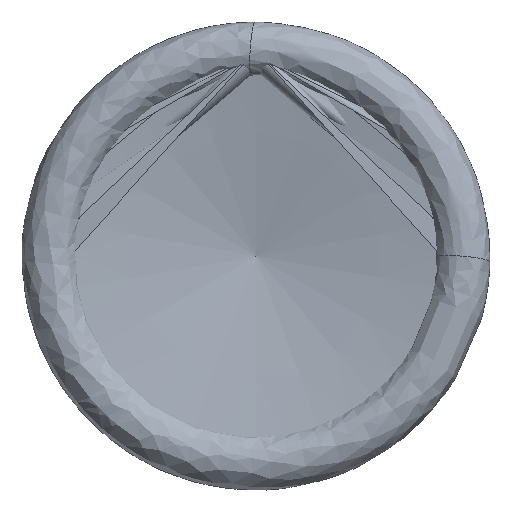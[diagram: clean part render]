
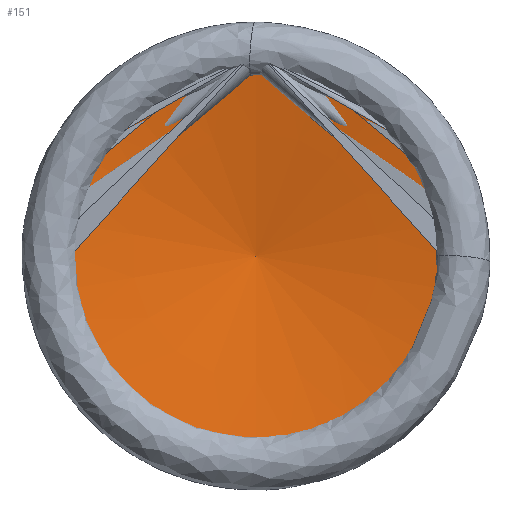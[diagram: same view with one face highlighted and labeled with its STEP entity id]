
A CAD part, left-side view. The second image highlights one B-rep face of the part: STEP entity #151.
In plain terms, the highlighted conical face has half-angle 80 degrees and reference radius 39.706 mm.
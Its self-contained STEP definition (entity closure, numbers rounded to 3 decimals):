
#44=CONICAL_SURFACE('',#280,39.706,80.);
#47=VERTEX_LOOP('',#239);
#151=ADVANCED_FACE('',(#170,#171),#44,.F.);
#170=FACE_BOUND('',#195,.T.);
#171=FACE_BOUND('',#47,.T.);
#195=EDGE_LOOP('',(#219));
#219=ORIENTED_EDGE('',*,*,#250,.T.);
#237=VERTEX_POINT('',#431);
#239=VERTEX_POINT('',#501);
#250=EDGE_CURVE('',#237,#237,#262,.T.);
#262=CIRCLE('',#278,39.706);
#278=AXIS2_PLACEMENT_3D('',#430,#310,#311);
#280=AXIS2_PLACEMENT_3D('',#502,#315,#316);
#310=DIRECTION('',(-1.,0.,0.));
#311=DIRECTION('',(0.,0.,1.));
#315=DIRECTION('',(-1.,0.,0.));
#316=DIRECTION('',(0.,0.,1.));
#430=CARTESIAN_POINT('',(3.5,0.,0.));
#431=CARTESIAN_POINT('',(3.5,0.,39.706));
#501=CARTESIAN_POINT('',(10.501,0.,0.));
#502=CARTESIAN_POINT('',(3.5,0.,0.));
